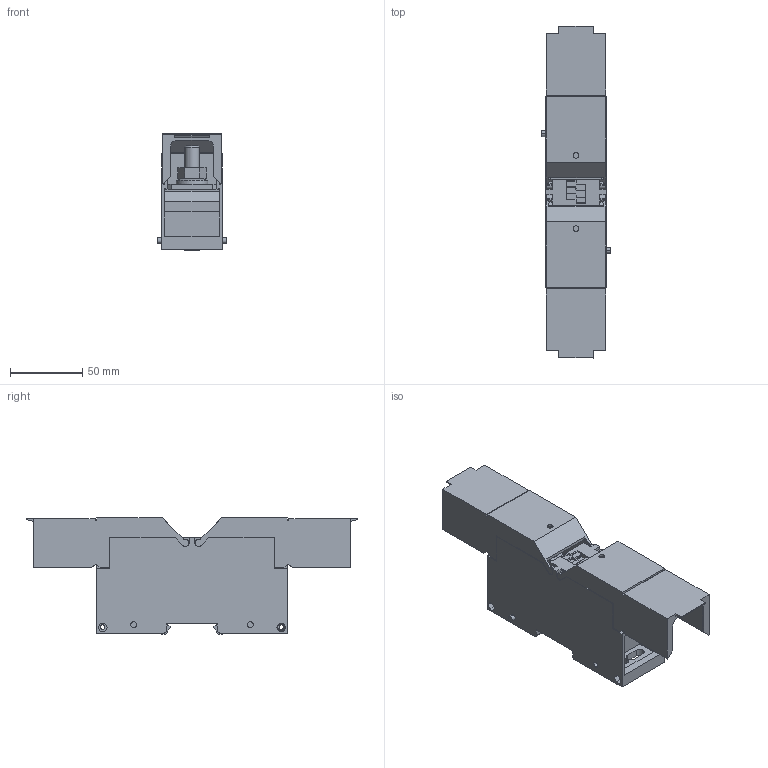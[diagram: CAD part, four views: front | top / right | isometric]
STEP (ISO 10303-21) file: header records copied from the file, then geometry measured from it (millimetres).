
FILE_DESCRIPTION((''),'2;1');
FILE_NAME('120_ASM','2021-11-24T',('Administrator'),(''),'PRO/ENGINEER BY PARAMETRIC TECHNOLOGY CORPORATION, 2013230','PRO/ENGINEER BY PARAMETRIC TECHNOLOGY CORPORATION, 2013230','');
FILE_SCHEMA(('AUTOMOTIVE_DESIGN { 1 0 10303 214 1 1 1 1 }'));
Length unit declared in the file: millimetre
Products named in the file (1): 120_ASM
Bounding box: 48 x 229.5 x 80.33 mm (x, y, z)
Volume: 220765.7 mm3; surface area: 85064.7 mm2
Topology: 1 solids, 1 shells, 425 faces, 1256 edges, 824 vertices
Faces by surface type: plane 317, cylinder 92, cone 16
Entity records: 14339 total; most frequent: CARTESIAN_POINT 2671, ORIENTED_EDGE 2512, DIRECTION 2320, EDGE_CURVE 1256, VECTOR 990, LINE 990, VERTEX_POINT 824, AXIS2_PLACEMENT_3D 665
